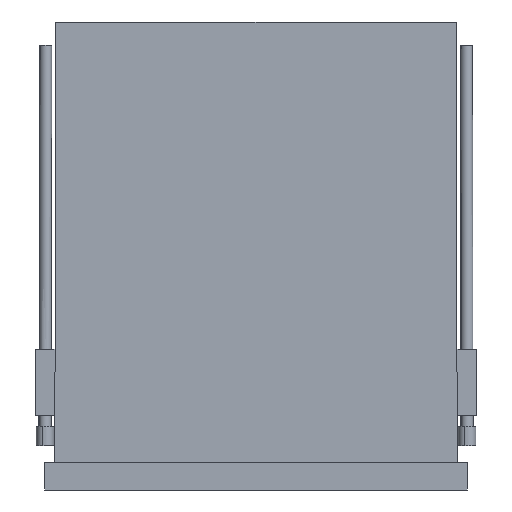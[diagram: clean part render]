
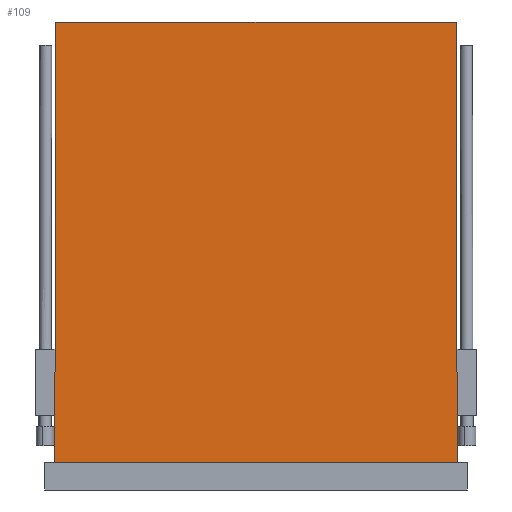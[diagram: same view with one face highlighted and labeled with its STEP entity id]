
A CAD part, front view. The second image highlights one B-rep face of the part: STEP entity #109.
In plain terms, the highlighted planar face has unit normal (0, -1, 0.002).
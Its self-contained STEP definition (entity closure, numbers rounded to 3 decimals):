
#7 = ORIENTED_EDGE ( 'NONE', *, *, #3319, .F. ) ;
#58 = ORIENTED_EDGE ( 'NONE', *, *, #1596, .T. ) ;
#109 = ADVANCED_FACE ( 'NONE', ( #2783 ), #2538, .T. ) ;
#155 = CARTESIAN_POINT ( 'NONE',  ( -91., -43.75, 0. ) ) ;
#158 = DIRECTION ( 'NONE',  ( 0., -1., 0.002 ) ) ;
#166 = VERTEX_POINT ( 'NONE', #3028 ) ;
#218 = ORIENTED_EDGE ( 'NONE', *, *, #3150, .T. ) ;
#240 = LINE ( 'NONE', #606, #2475 ) ;
#366 = CARTESIAN_POINT ( 'NONE',  ( 90.999, -43.749, 0.305 ) ) ;
#424 = VECTOR ( 'NONE', #899, 1000. ) ;
#489 = VECTOR ( 'NONE', #2073, 1000. ) ;
#606 = CARTESIAN_POINT ( 'NONE',  ( -91., -43.75, 0.147 ) ) ;
#707 = CARTESIAN_POINT ( 'NONE',  ( -91., -43.75, 0. ) ) ;
#725 = VERTEX_POINT ( 'NONE', #1475 ) ;
#899 = DIRECTION ( 'NONE',  ( -0.002, 0.002, 1. ) ) ;
#1114 = DIRECTION ( 'NONE',  ( 0.002, 0.002, 1. ) ) ;
#1360 = CARTESIAN_POINT ( 'NONE',  ( 91., -43.75, 0. ) ) ;
#1475 = CARTESIAN_POINT ( 'NONE',  ( 91.335, -44.085, -200. ) ) ;
#1596 = EDGE_CURVE ( 'NONE', #725, #2659, #2661, .T. ) ;
#1716 = EDGE_CURVE ( 'NONE', #2648, #2659, #2617, .T. ) ;
#1840 = ORIENTED_EDGE ( 'NONE', *, *, #1716, .F. ) ;
#1864 = EDGE_LOOP ( 'NONE', ( #1840, #7, #218, #58 ) ) ;
#1991 = LINE ( 'NONE', #3353, #489 ) ;
#2073 = DIRECTION ( 'NONE',  ( 1., 0., 0. ) ) ;
#2086 = AXIS2_PLACEMENT_3D ( 'NONE', #707, #158, #2551 ) ;
#2101 = CARTESIAN_POINT ( 'NONE',  ( -91., -43.75, 0. ) ) ;
#2475 = VECTOR ( 'NONE', #1114, 1000. ) ;
#2538 = PLANE ( 'NONE',  #2086 ) ;
#2551 = DIRECTION ( 'NONE',  ( 0., -0.002, -1. ) ) ;
#2576 = VECTOR ( 'NONE', #2978, 1000. ) ;
#2617 = LINE ( 'NONE', #155, #2576 ) ;
#2648 = VERTEX_POINT ( 'NONE', #2101 ) ;
#2659 = VERTEX_POINT ( 'NONE', #1360 ) ;
#2661 = LINE ( 'NONE', #366, #424 ) ;
#2783 = FACE_OUTER_BOUND ( 'NONE', #1864, .T. ) ;
#2978 = DIRECTION ( 'NONE',  ( 1., 0., 0. ) ) ;
#3028 = CARTESIAN_POINT ( 'NONE',  ( -91.335, -44.085, -200. ) ) ;
#3150 = EDGE_CURVE ( 'NONE', #166, #725, #1991, .T. ) ;
#3319 = EDGE_CURVE ( 'NONE', #166, #2648, #240, .T. ) ;
#3353 = CARTESIAN_POINT ( 'NONE',  ( 91., -44.085, -200. ) ) ;
